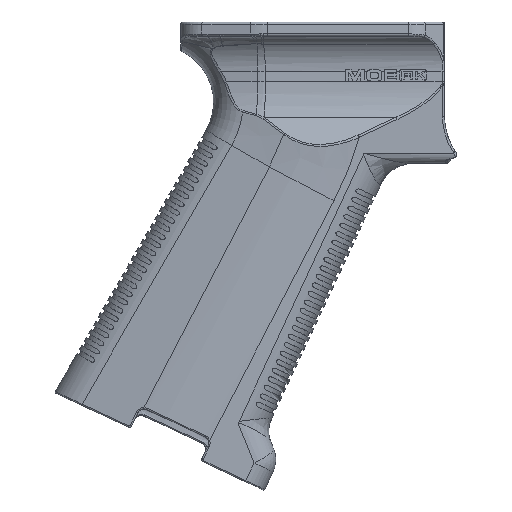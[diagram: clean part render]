
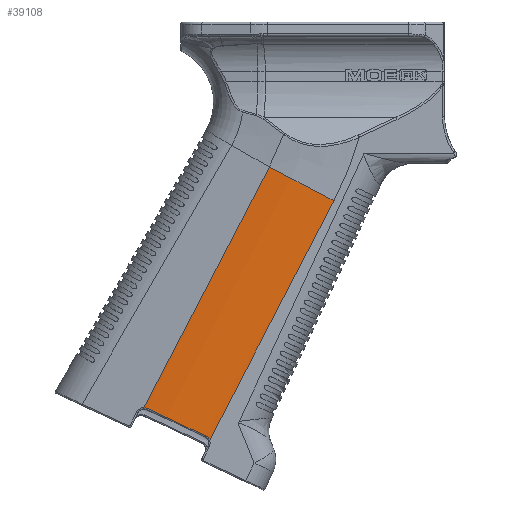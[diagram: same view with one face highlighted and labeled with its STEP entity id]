
A CAD part, top view. The second image highlights one B-rep face of the part: STEP entity #39108.
In plain terms, the highlighted cylindrical face has radius 30 mm (diameter 60 mm), a partial arc.
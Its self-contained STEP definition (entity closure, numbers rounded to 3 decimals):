
#8186=CARTESIAN_POINT('',(32.276,9.67,26.709));
#8188=DIRECTION('',(0.462,0.887,-0.008));
#8189=VECTOR('',#8188,57.248);
#8190=CARTESIAN_POINT('',(32.276,9.67,26.709));
#8191=LINE('',#8190,#8189);
#10151=CARTESIAN_POINT('',(51.733,63.815,
-2.738));
#10152=DIRECTION('',(-0.462,-0.887,0.008));
#10153=DIRECTION('',(0.233,-0.112,0.966));
#10154=AXIS2_PLACEMENT_3D('',#10151,#10152,#10153);
#10156=CARTESIAN_POINT('',(32.276,9.67,26.709));
#10157=CARTESIAN_POINT('',(32.219,9.813,26.739));
#10158=CARTESIAN_POINT('',(32.072,10.072,26.803));
#10159=CARTESIAN_POINT('',(31.773,10.388,26.903));
#10160=CARTESIAN_POINT('',(31.52,10.55,26.972));
#10161=CARTESIAN_POINT('',(31.379,10.616,27.007));
#10163=CARTESIAN_POINT('',(31.379,10.616,27.007));
#10164=CARTESIAN_POINT('',(30.029,11.245,27.338));
#10165=CARTESIAN_POINT('',(27.283,12.526,27.774));
#10166=CARTESIAN_POINT('',(23.123,14.468,27.73));
#10167=CARTESIAN_POINT('',(20.388,15.748,27.236));
#10168=CARTESIAN_POINT('',(19.045,16.376,26.877));
#10170=CARTESIAN_POINT('',(19.045,16.376,26.877));
#10171=CARTESIAN_POINT('',(18.973,16.41,26.858));
#10172=CARTESIAN_POINT('',(18.828,16.466,26.819));
#10173=CARTESIAN_POINT('',(18.598,16.522,26.761));
#10174=CARTESIAN_POINT('',(18.442,16.539,26.723));
#10175=CARTESIAN_POINT('',(18.363,16.542,26.704));
#10485=DIRECTION('',(-0.462,-0.887,0.008));
#10486=VECTOR('',#10485,57.577);
#10487=CARTESIAN_POINT('',(44.949,67.612,26.237));
#10488=LINE('',#10487,#10486);
#22935=VERTEX_POINT('',#8186);
#22936=CARTESIAN_POINT('',(58.71,60.448,26.244));
#22937=VERTEX_POINT('',#22936);
#23369=CARTESIAN_POINT('',(44.949,67.612,26.237));
#23370=VERTEX_POINT('',#23369);
#23371=VERTEX_POINT('',#10161);
#23372=VERTEX_POINT('',#10168);
#23373=VERTEX_POINT('',#10175);
#39091=CARTESIAN_POINT('',(-115.603,-257.629,
0.202));
#39092=DIRECTION('',(-0.462,-0.887,0.008));
#39093=DIRECTION('',(0.233,-0.112,0.966));
#39094=AXIS2_PLACEMENT_3D('',#39091,#39092,#39093);
#39095=CYLINDRICAL_SURFACE('',#39094,30.);
#39097=ORIENTED_EDGE('',*,*,#39096,.T.);
#39099=ORIENTED_EDGE('',*,*,#39098,.T.);
#39101=ORIENTED_EDGE('',*,*,#39100,.T.);
#39103=ORIENTED_EDGE('',*,*,#39102,.F.);
#39104=ORIENTED_EDGE('',*,*,#39084,.F.);
#39105=ORIENTED_EDGE('',*,*,#36115,.F.);
#39106=EDGE_LOOP('',(#39097,#39099,#39101,#39103,#39104,#39105));
#39107=FACE_OUTER_BOUND('',#39106,.F.);
#39108=ADVANCED_FACE('',(#39107),#39095,.T.);
#10155=CIRCLE('',#10154,30.);
#10162=B_SPLINE_CURVE_WITH_KNOTS('',3,(#10156,#10157,#10158,#10159,#10160,
#10161),.UNSPECIFIED.,.F.,.F.,(4,1,1,4),(0.,0.333,
0.667,1.),.UNSPECIFIED.);
#10169=B_SPLINE_CURVE_WITH_KNOTS('',3,(#10163,#10164,#10165,#10166,#10167,
#10168),.UNSPECIFIED.,.F.,.F.,(4,1,1,4),(0.,0.333,
0.667,1.),.UNSPECIFIED.);
#10176=B_SPLINE_CURVE_WITH_KNOTS('',3,(#10170,#10171,#10172,#10173,#10174,
#10175),.UNSPECIFIED.,.F.,.F.,(4,1,1,4),(0.,0.333,
0.667,1.),.UNSPECIFIED.);
#36115=EDGE_CURVE('',#22935,#22937,#8191,.T.);
#39084=EDGE_CURVE('',#22937,#23370,#10155,.T.);
#39096=EDGE_CURVE('',#22935,#23371,#10162,.T.);
#39098=EDGE_CURVE('',#23371,#23372,#10169,.T.);
#39100=EDGE_CURVE('',#23372,#23373,#10176,.T.);
#39102=EDGE_CURVE('',#23370,#23373,#10488,.T.);
